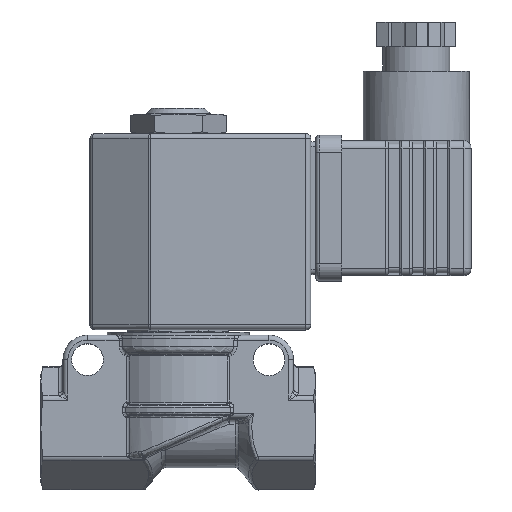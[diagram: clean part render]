
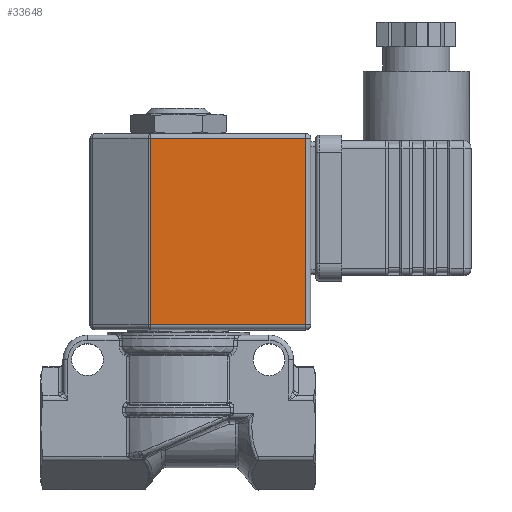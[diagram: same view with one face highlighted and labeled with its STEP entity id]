
A CAD part, top view. The second image highlights one B-rep face of the part: STEP entity #33648.
In plain terms, the highlighted planar face has unit normal (0, 0, 1).
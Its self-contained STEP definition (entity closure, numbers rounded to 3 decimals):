
#31709=DIRECTION('',(1.,0.,0.));
#31710=VECTOR('',#31709,31.608);
#31711=CARTESIAN_POINT('',(-5.608,39.,18.));
#31712=LINE('',#31711,#31710);
#31713=DIRECTION('',(0.,-1.,0.));
#31714=VECTOR('',#31713,38.);
#31715=CARTESIAN_POINT('',(26.,39.,18.));
#31716=LINE('',#31715,#31714);
#31717=DIRECTION('',(-1.,0.,0.));
#31718=VECTOR('',#31717,31.608);
#31719=CARTESIAN_POINT('',(26.,1.,18.));
#31720=LINE('',#31719,#31718);
#31721=DIRECTION('',(0.,-1.,0.));
#31722=VECTOR('',#31721,38.);
#31723=CARTESIAN_POINT('',(-5.608,39.,18.));
#31724=LINE('',#31723,#31722);
#33351=CARTESIAN_POINT('',(-5.608,39.,18.));
#33352=CARTESIAN_POINT('',(26.,39.,18.));
#33353=VERTEX_POINT('',#33351);
#33354=VERTEX_POINT('',#33352);
#33355=CARTESIAN_POINT('',(26.,1.,18.));
#33356=VERTEX_POINT('',#33355);
#33357=CARTESIAN_POINT('',(-5.608,1.,18.));
#33358=VERTEX_POINT('',#33357);
#33635=CARTESIAN_POINT('',(-18.,0.,18.));
#33636=DIRECTION('',(0.,0.,1.));
#33637=DIRECTION('',(1.,0.,0.));
#33638=AXIS2_PLACEMENT_3D('',#33635,#33636,#33637);
#33639=PLANE('',#33638);
#33641=ORIENTED_EDGE('',*,*,#33640,.T.);
#33642=ORIENTED_EDGE('',*,*,#33603,.T.);
#33643=ORIENTED_EDGE('',*,*,#33626,.T.);
#33645=ORIENTED_EDGE('',*,*,#33644,.F.);
#33646=EDGE_LOOP('',(#33641,#33642,#33643,#33645));
#33647=FACE_OUTER_BOUND('',#33646,.F.);
#33648=ADVANCED_FACE('',(#33647),#33639,.T.);
#33603=EDGE_CURVE('',#33354,#33356,#31716,.T.);
#33626=EDGE_CURVE('',#33356,#33358,#31720,.T.);
#33640=EDGE_CURVE('',#33353,#33354,#31712,.T.);
#33644=EDGE_CURVE('',#33353,#33358,#31724,.T.);
